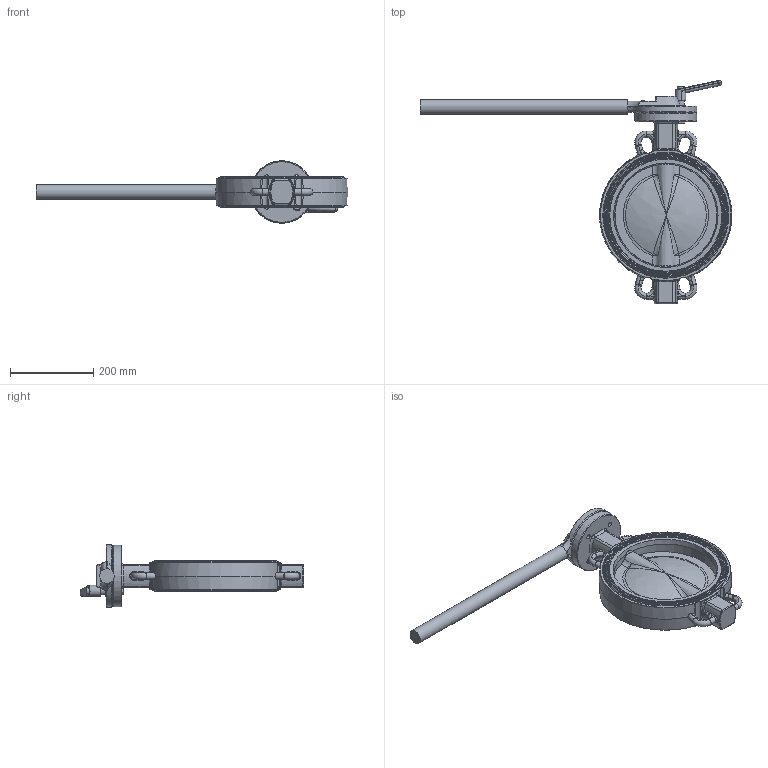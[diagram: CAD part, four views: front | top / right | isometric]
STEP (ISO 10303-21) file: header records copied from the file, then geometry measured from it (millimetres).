
FILE_DESCRIPTION(/* description */ ('1150250'),/* implementation_level */ '2;1');
FILE_NAME(/* name */ '1150250_poignée.stp',/* time_stamp */ '2019-02-28T10:48:02+01:00',/* author */ ('jmorand'),/* organization */ ('Sferaco'),/* preprocessor_version */ 'ST-DEVELOPER v17',/* originating_system */ 'Autodesk Inventor 2019',/* authorisation */ '');
FILE_SCHEMA (('AUTOMOTIVE_DESIGN { 1 0 10303 214 3 1 1 }'));
Length unit declared in the file: millimetre
Products named in the file (1): 1150250_Shrinkwrap_1
Bounding box: 750.27 x 538.5 x 149.87 mm (x, y, z)
Volume: 4508943.8 mm3; surface area: 843541.7 mm2
Topology: 10 solids, 10 shells, 1227 faces, 3133 edges, 1918 vertices
Faces by surface type: plane 406, cylinder 345, bspline 229, torus 152, cone 73, sphere 22
Full cylindrical faces by diameter (mm): 6.8 x1, 9 x1, 11 x4, 12 x1, 12.2 x1, 16.5 x1, 17 x1, 18 x1, 20.8 x1, 22.5 x4, 23.8 x1, 24.3 x1, 24.75 x1, 25 x3, 25.3 x1, 26 x7, 28.5 x1, 35 x1, 47 x1, 69 x1, 71 x2, 149 x1, 269 x2, 271 x2, 302.5 x2
Entity records: 62225 total; most frequent: CARTESIAN_POINT 32171, ORIENTED_EDGE 6218, DIRECTION 6031, EDGE_CURVE 3109, AXIS2_PLACEMENT_3D 2448, VERTEX_POINT 1918, CIRCLE 1398, EDGE_LOOP 1279
